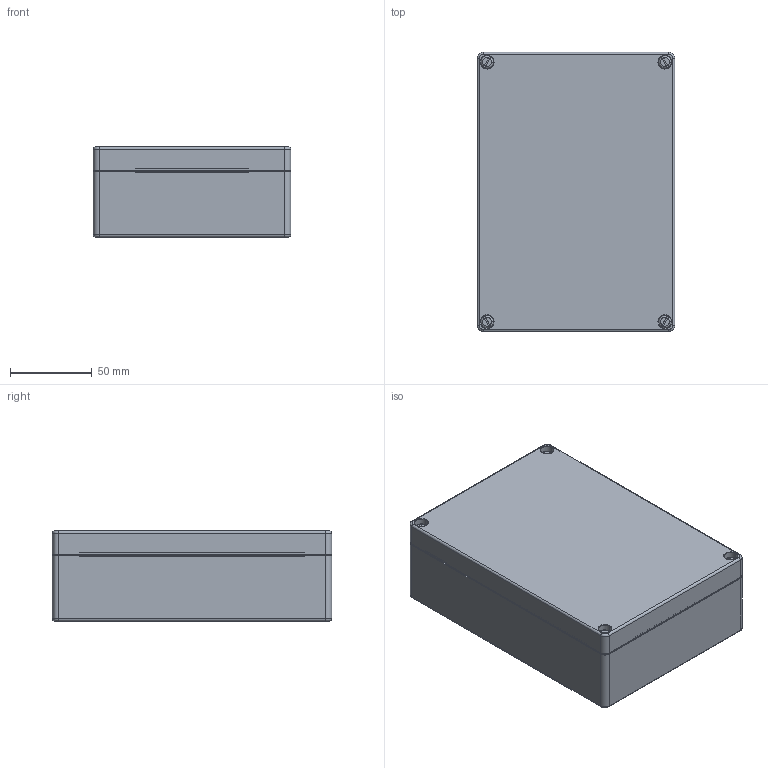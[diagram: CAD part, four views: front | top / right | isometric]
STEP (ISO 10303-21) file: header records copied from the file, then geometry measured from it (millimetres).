
FILE_DESCRIPTION (( 'STEP AP203' ), '1' );
FILE_NAME ('7092K12.step', '2014-09-19T16:24:45', ( '' ), ( '' ), 'SwSTEP 2.0', 'SolidWorks 2010', '' );
FILE_SCHEMA (( 'CONFIG_CONTROL_DESIGN' ));
Length unit declared in the file: inch
Products named in the file (1): 7092K12
Bounding box: 120.9 x 170.94 x 55.12 mm (x, y, z)
Volume: 235514.4 mm3; surface area: 152580.2 mm2
Topology: 3 solids, 3 shells, 372 faces, 890 edges, 556 vertices
Faces by surface type: cylinder 190, plane 126, torus 56
Entity records: 11065 total; most frequent: DIRECTION 2080, CARTESIAN_POINT 1963, ORIENTED_EDGE 1780, EDGE_CURVE 890, AXIS2_PLACEMENT_3D 833, VERTEX_POINT 556, CIRCLE 460, VECTOR 414
